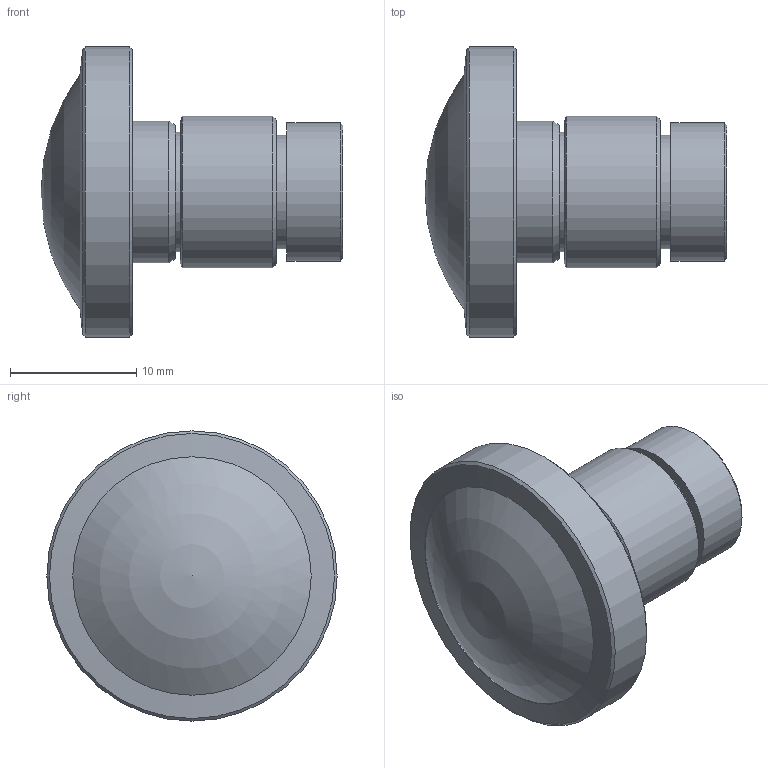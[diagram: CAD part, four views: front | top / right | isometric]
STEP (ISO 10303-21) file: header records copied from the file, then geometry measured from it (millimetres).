
FILE_DESCRIPTION(/* description */ ('Unknown'),/* implementation_level */ '2;1');
FILE_NAME(/* name */ 'E1628KF3RY_20210604',/* time_stamp */ '2021-06-04T10:56:13+09:00',/* author */ ('Unknown'),/* organization */ ('Unknown'),/* preprocessor_version */ 'ST-DEVELOPER v16.7',/* originating_system */ 'DEX',/* authorisation */ $);
FILE_SCHEMA (('AUTOMOTIVE_DESIGN {1 0 10303 214 3 1 1}'));
Length unit declared in the file: millimetre
Products named in the file (1): TLB-2000-IRCF_20210604
Bounding box: 23.92 x 23 x 23 mm (x, y, z)
Volume: 3780.4 mm3; surface area: 1868.5 mm2
Topology: 1 solids, 1 shells, 26 faces, 44 edges, 26 vertices
Faces by surface type: cylinder 8, plane 8, cone 8, sphere 1, torus 1
Full cylindrical faces by diameter (mm): 5.743 x1, 9 x1, 9.5 x1, 10.974 x1, 11.2 x1, 12 x1, 18.9 x1, 23 x1
Entity records: 720 total; most frequent: DIRECTION 104, CARTESIAN_POINT 77, AXIS2_PLACEMENT_3D 52, ORIENTED_EDGE 50, EDGE_LOOP 50, FACE_BOUND 50, STYLED_ITEM 26, PRESENTATION_STYLE_ASSIGNMENT 26
